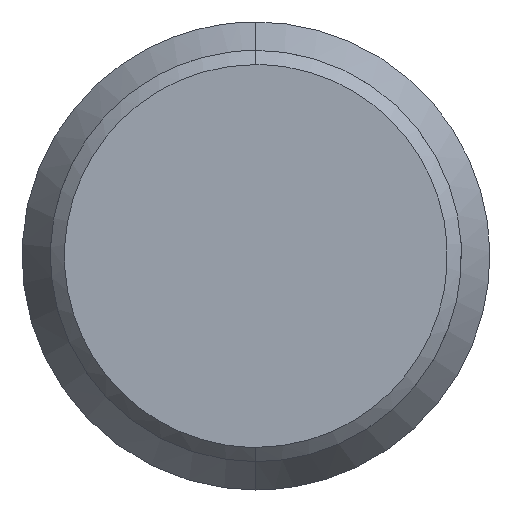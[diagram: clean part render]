
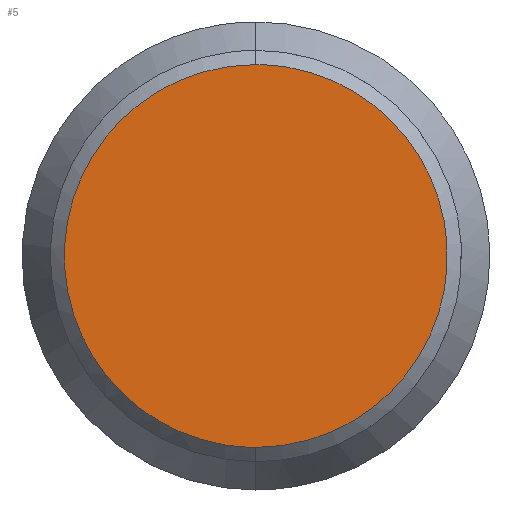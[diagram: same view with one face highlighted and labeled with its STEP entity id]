
A CAD part, front view. The second image highlights one B-rep face of the part: STEP entity #5.
In plain terms, the highlighted free-form (B-spline) face has degree [1, 1] with [2, 2] control points.
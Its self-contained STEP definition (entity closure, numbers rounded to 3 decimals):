
#5 = ADVANCED_FACE ( 'NONE', ( #489 ), #881, .T. ) ;
#23 = CARTESIAN_POINT ( 'NONE',  ( -0.886, 0., 6.749 ) ) ;
#37 = CARTESIAN_POINT ( 'NONE',  ( -3.402, 0., -5.896 ) ) ;
#42 = CARTESIAN_POINT ( 'NONE',  ( -1.764, 0., -6.574 ) ) ;
#60 = CARTESIAN_POINT ( 'NONE',  ( -5.399, 0., -4.146 ) ) ;
#112 = VERTEX_POINT ( 'NONE', #271 ) ;
#134 = VERTEX_POINT ( 'NONE', #1065 ) ;
#163 = CARTESIAN_POINT ( 'NONE',  ( -5.896, 0., 3.402 ) ) ;
#252 = CARTESIAN_POINT ( 'NONE',  ( 0., 0., -6.749 ) ) ;
#261 = CARTESIAN_POINT ( 'NONE',  ( 5.896, 0., -3.402 ) ) ;
#271 = CARTESIAN_POINT ( 'NONE',  ( 0., 0., -6.749 ) ) ;
#287 = CARTESIAN_POINT ( 'NONE',  ( -6.83, 0., 6.83 ) ) ;
#300 = CARTESIAN_POINT ( 'NONE',  ( 0.886, 0., 6.749 ) ) ;
#441 = CARTESIAN_POINT ( 'NONE',  ( 3.402, 0., 5.896 ) ) ;
#449 = CARTESIAN_POINT ( 'NONE',  ( 1.764, 0., 6.574 ) ) ;
#470 = EDGE_LOOP ( 'NONE', ( #958, #1135 ) ) ;
#489 = FACE_OUTER_BOUND ( 'NONE', #470, .T. ) ;
#582 = CARTESIAN_POINT ( 'NONE',  ( 0., 0., -6.749 ) ) ;
#586 = CARTESIAN_POINT ( 'NONE',  ( -0.886, 0., -6.749 ) ) ;
#590 = CARTESIAN_POINT ( 'NONE',  ( -5.896, 0., -3.402 ) ) ;
#664 = CARTESIAN_POINT ( 'NONE',  ( 6.749, 0., 0.886 ) ) ;
#697 = CARTESIAN_POINT ( 'NONE',  ( 0., 0., 6.749 ) ) ;
#824 = CARTESIAN_POINT ( 'NONE',  ( 4.146, 0., 5.399 ) ) ;
#848 = CARTESIAN_POINT ( 'NONE',  ( -6.574, 0., -1.764 ) ) ;
#857 = CARTESIAN_POINT ( 'NONE',  ( -4.146, 0., -5.399 ) ) ;
#873 = CARTESIAN_POINT ( 'NONE',  ( -6.749, 0., -0.886 ) ) ;
#881 = B_SPLINE_SURFACE_WITH_KNOTS ( 'NONE', 1, 1, ( 
 ( #287, #957 ),
 ( #1669, #972 ) ),
 .UNSPECIFIED., .F., .F., .F.,
 ( 2, 2 ),
 ( 2, 2 ),
 ( 0., 1. ),
 ( 0., 1. ),
 .UNSPECIFIED. ) ;
#945 = CARTESIAN_POINT ( 'NONE',  ( 0.886, 0., -6.749 ) ) ;
#946 = B_SPLINE_CURVE_WITH_KNOTS ( 'NONE', 3,
 ( #252, #945, #1074, #1798, #1362, #1204, #261, #1210, #1356, #664, #1254, #1387, #1515, #824, #441, #449, #300, #1663 ),
 .UNSPECIFIED., .F., .F.,
 ( 4, 2, 2, 2, 2, 2, 2, 2, 4 ),
 ( 0., 0.393, 0.785, 1.178, 1.571, 1.963, 2.356, 2.749, 3.142 ),
 .UNSPECIFIED. ) ;
#957 = CARTESIAN_POINT ( 'NONE',  ( 6.83, 0., 6.83 ) ) ;
#958 = ORIENTED_EDGE ( 'NONE', *, *, #1682, .T. ) ;
#972 = CARTESIAN_POINT ( 'NONE',  ( 6.83, 0., -6.83 ) ) ;
#981 = CARTESIAN_POINT ( 'NONE',  ( -6.574, 0., 1.764 ) ) ;
#1065 = CARTESIAN_POINT ( 'NONE',  ( 0., 0., 6.749 ) ) ;
#1074 = CARTESIAN_POINT ( 'NONE',  ( 1.764, 0., -6.574 ) ) ;
#1100 = CARTESIAN_POINT ( 'NONE',  ( -3.402, 0., 5.896 ) ) ;
#1135 = ORIENTED_EDGE ( 'NONE', *, *, #1589, .T. ) ;
#1204 = CARTESIAN_POINT ( 'NONE',  ( 5.399, 0., -4.146 ) ) ;
#1210 = CARTESIAN_POINT ( 'NONE',  ( 6.574, 0., -1.764 ) ) ;
#1236 = CARTESIAN_POINT ( 'NONE',  ( -5.399, 0., 4.146 ) ) ;
#1254 = CARTESIAN_POINT ( 'NONE',  ( 6.574, 0., 1.764 ) ) ;
#1356 = CARTESIAN_POINT ( 'NONE',  ( 6.749, 0., -0.886 ) ) ;
#1362 = CARTESIAN_POINT ( 'NONE',  ( 4.146, 0., -5.399 ) ) ;
#1373 = B_SPLINE_CURVE_WITH_KNOTS ( 'NONE', 3,
 ( #697, #23, #1390, #1100, #1541, #1236, #163, #981, #1418, #873, #848, #590, #60, #857, #37, #42, #586, #582 ),
 .UNSPECIFIED., .F., .F.,
 ( 4, 2, 2, 2, 2, 2, 2, 2, 4 ),
 ( 0., 0.393, 0.785, 1.178, 1.571, 1.963, 2.356, 2.749, 3.142 ),
 .UNSPECIFIED. ) ;
#1387 = CARTESIAN_POINT ( 'NONE',  ( 5.896, 0., 3.402 ) ) ;
#1390 = CARTESIAN_POINT ( 'NONE',  ( -1.764, 0., 6.574 ) ) ;
#1418 = CARTESIAN_POINT ( 'NONE',  ( -6.749, 0., 0.886 ) ) ;
#1515 = CARTESIAN_POINT ( 'NONE',  ( 5.399, 0., 4.146 ) ) ;
#1541 = CARTESIAN_POINT ( 'NONE',  ( -4.146, 0., 5.399 ) ) ;
#1589 = EDGE_CURVE ( 'NONE', #112, #134, #946, .T. ) ;
#1663 = CARTESIAN_POINT ( 'NONE',  ( 0., 0., 6.749 ) ) ;
#1669 = CARTESIAN_POINT ( 'NONE',  ( -6.83, 0., -6.83 ) ) ;
#1682 = EDGE_CURVE ( 'NONE', #134, #112, #1373, .T. ) ;
#1798 = CARTESIAN_POINT ( 'NONE',  ( 3.402, 0., -5.896 ) ) ;
